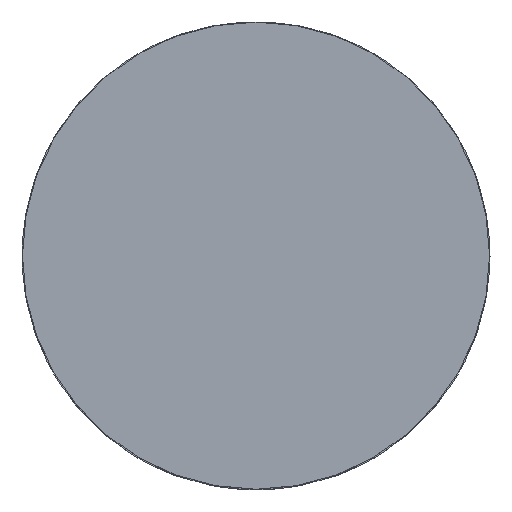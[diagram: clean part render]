
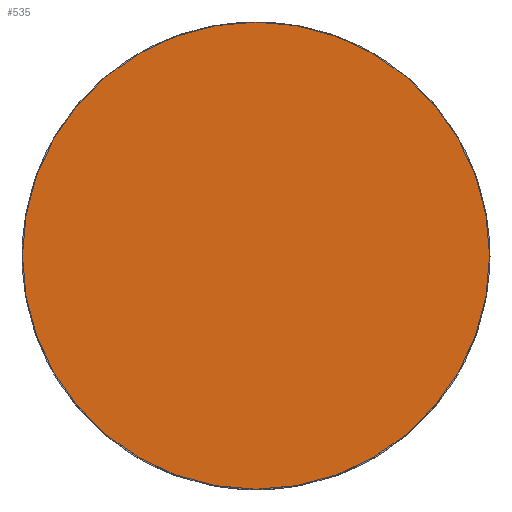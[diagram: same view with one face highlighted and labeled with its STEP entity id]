
A CAD part, top view. The second image highlights one B-rep face of the part: STEP entity #535.
In plain terms, the highlighted planar face has unit normal (0, 0, 1).
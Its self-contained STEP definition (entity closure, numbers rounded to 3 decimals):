
#535=ADVANCED_FACE('',(#923),#925,.T.);
#923=FACE_BOUND('',#924,.T.);
#924=EDGE_LOOP('',(#1229));
#925=PLANE('',#926);
#926=AXIS2_PLACEMENT_3D('',#927,#928,#929);
#927=CARTESIAN_POINT('',(0.,0.,15.45));
#928=DIRECTION('',(0.,0.,1.));
#929=DIRECTION('',(0.,1.,0.));
#1229=ORIENTED_EDGE('',*,*,#1379,.F.);
#1379=EDGE_CURVE('',#1630,#1630,#1631,.T.);
#1630=VERTEX_POINT('',#2233);
#1631=CIRCLE('',#2234,18.464);
#2233=CARTESIAN_POINT('',(0.,18.464,15.45));
#2234=AXIS2_PLACEMENT_3D('',#2235,#2236,#2237);
#2235=CARTESIAN_POINT('',(0.,0.,15.45));
#2236=DIRECTION('',(-0.,-0.,-1.));
#2237=DIRECTION('',(0.,1.,0.));
